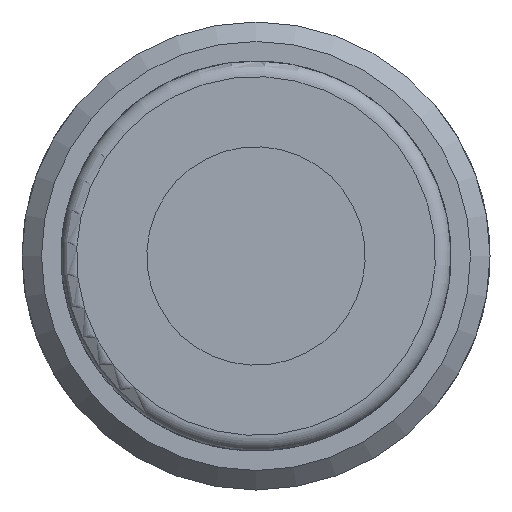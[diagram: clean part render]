
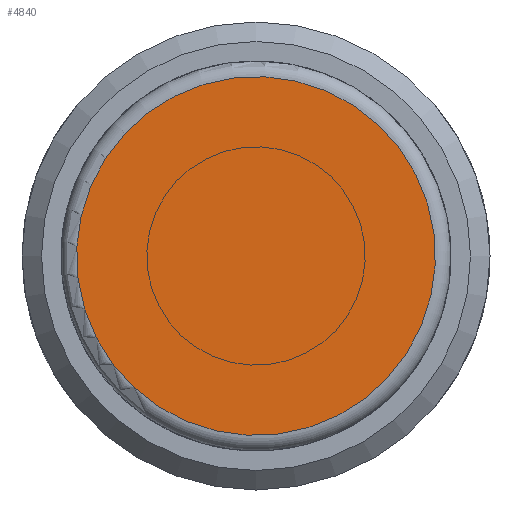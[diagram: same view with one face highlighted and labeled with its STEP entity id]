
A CAD part, left-side view. The second image highlights one B-rep face of the part: STEP entity #4840.
In plain terms, the highlighted planar face has unit normal (-1, 0, 0).
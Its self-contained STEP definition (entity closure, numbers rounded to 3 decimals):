
#4824=CARTESIAN_POINT('',(-17.9,0.685,1.334));
#4825=DIRECTION('',(-1.0,0.0,0.0));
#4826=DIRECTION('',(0.0,-0.89,0.457));
#4827=AXIS2_PLACEMENT_3D('',#4824,#4825,#4826);
#4828=PLANE('',#4827);
#4829=CARTESIAN_POINT('',(-17.9,2.101,4.092));
#4830=VERTEX_POINT('',#4829);
#4831=CARTESIAN_POINT('',(-17.9,0.,0.));
#4832=DIRECTION('',(1.0,0.,0.));
#4833=DIRECTION('',(0.,-0.457,-0.89));
#4834=AXIS2_PLACEMENT_3D('',#4831,#4832,#4833);
#4835=CIRCLE('',#4834,4.6);
#4836=EDGE_CURVE('',#4830,#4830,#4835,.T.);
#4837=ORIENTED_EDGE('',*,*,#4836,.F.);
#4838=EDGE_LOOP('',(#4837));
#4839=FACE_OUTER_BOUND('',#4838,.T.);
#4840=ADVANCED_FACE('',(#4839),#4828,.T.);
